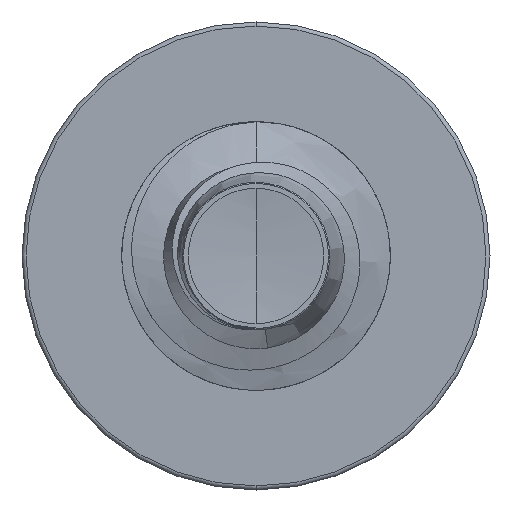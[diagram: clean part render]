
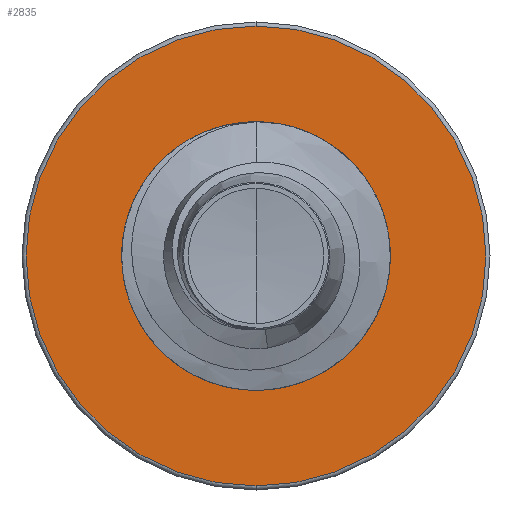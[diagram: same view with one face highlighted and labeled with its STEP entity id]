
A CAD part, front view. The second image highlights one B-rep face of the part: STEP entity #2835.
In plain terms, the highlighted planar face has unit normal (0, -1, 0).
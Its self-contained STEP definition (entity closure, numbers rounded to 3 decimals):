
#121 = AXIS2_PLACEMENT_3D ( 'NONE', #13870, #5232, #15155 ) ;
#763 = EDGE_CURVE ( 'NONE', #3031, #7959, #1175, .T. ) ;
#1175 = CIRCLE ( 'NONE', #8665, 1.722 ) ;
#1207 = DIRECTION ( 'NONE',  ( 0., 0., 1. ) ) ;
#1743 = DIRECTION ( 'NONE',  ( 0., 0., 1. ) ) ;
#1936 = DIRECTION ( 'NONE',  ( 0., 0., 1. ) ) ;
#2600 = CARTESIAN_POINT ( 'NONE',  ( 0., 12.5, -2.997 ) ) ;
#2786 = CIRCLE ( 'NONE', #121, 2.998 ) ;
#2835 = ADVANCED_FACE ( 'NONE', ( #17137, #16762 ), #9840, .F. ) ;
#3031 = VERTEX_POINT ( 'NONE', #18070 ) ;
#3670 = AXIS2_PLACEMENT_3D ( 'NONE', #10781, #10980, #9218 ) ;
#5232 = DIRECTION ( 'NONE',  ( 0., 1., 0. ) ) ;
#5733 = CARTESIAN_POINT ( 'NONE',  ( 0., 12.5, 2.998 ) ) ;
#6013 = CARTESIAN_POINT ( 'NONE',  ( 0., 12.5, 1.722 ) ) ;
#6715 = AXIS2_PLACEMENT_3D ( 'NONE', #18907, #11498, #1743 ) ;
#7054 = DIRECTION ( 'NONE',  ( 0., 1., 0. ) ) ;
#7959 = VERTEX_POINT ( 'NONE', #6013 ) ;
#8359 = CARTESIAN_POINT ( 'NONE',  ( 0., 12.5, 0. ) ) ;
#8665 = AXIS2_PLACEMENT_3D ( 'NONE', #8359, #7054, #1936 ) ;
#9218 = DIRECTION ( 'NONE',  ( 0., 0., 1. ) ) ;
#9840 = PLANE ( 'NONE',  #3670 ) ;
#9894 = VERTEX_POINT ( 'NONE', #2600 ) ;
#10281 = ORIENTED_EDGE ( 'NONE', *, *, #15977, .F. ) ;
#10721 = EDGE_CURVE ( 'NONE', #7959, #3031, #14732, .T. ) ;
#10781 = CARTESIAN_POINT ( 'NONE',  ( 0., 12.5, -1.722 ) ) ;
#10935 = EDGE_CURVE ( 'NONE', #9894, #16021, #2786, .T. ) ;
#10980 = DIRECTION ( 'NONE',  ( 0., 1., 0. ) ) ;
#11157 = DIRECTION ( 'NONE',  ( 0., 1., 0. ) ) ;
#11498 = DIRECTION ( 'NONE',  ( 0., 1., 0. ) ) ;
#13821 = ORIENTED_EDGE ( 'NONE', *, *, #10721, .T. ) ;
#13870 = CARTESIAN_POINT ( 'NONE',  ( 0., 12.5, 0. ) ) ;
#14042 = EDGE_LOOP ( 'NONE', ( #10281, #15788 ) ) ;
#14452 = EDGE_LOOP ( 'NONE', ( #13821, #17187 ) ) ;
#14732 = CIRCLE ( 'NONE', #17713, 1.722 ) ;
#15155 = DIRECTION ( 'NONE',  ( 0., 0., 1. ) ) ;
#15788 = ORIENTED_EDGE ( 'NONE', *, *, #10935, .F. ) ;
#15977 = EDGE_CURVE ( 'NONE', #16021, #9894, #17446, .T. ) ;
#16021 = VERTEX_POINT ( 'NONE', #5733 ) ;
#16762 = FACE_BOUND ( 'NONE', #14452, .T. ) ;
#17137 = FACE_OUTER_BOUND ( 'NONE', #14042, .T. ) ;
#17187 = ORIENTED_EDGE ( 'NONE', *, *, #763, .T. ) ;
#17446 = CIRCLE ( 'NONE', #6715, 2.998 ) ;
#17713 = AXIS2_PLACEMENT_3D ( 'NONE', #18640, #11157, #1207 ) ;
#18070 = CARTESIAN_POINT ( 'NONE',  ( 0., 12.5, -1.722 ) ) ;
#18640 = CARTESIAN_POINT ( 'NONE',  ( 0., 12.5, 0. ) ) ;
#18907 = CARTESIAN_POINT ( 'NONE',  ( 0., 12.5, 0. ) ) ;
